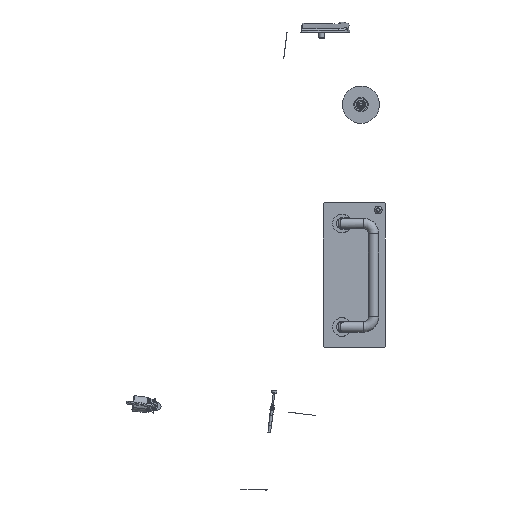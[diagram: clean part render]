
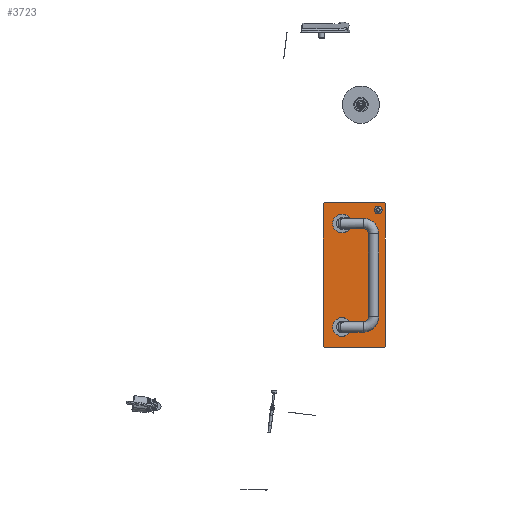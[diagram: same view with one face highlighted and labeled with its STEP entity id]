
A CAD part, left-side view. The second image highlights one B-rep face of the part: STEP entity #3723.
In plain terms, the highlighted face is planar.
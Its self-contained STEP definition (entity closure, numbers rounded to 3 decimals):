
#87 = VERTEX_POINT ( 'NONE', #36829 ) ;
#191 = DIRECTION ( 'NONE',  ( 0., 1., 0. ) ) ;
#219 = DIRECTION ( 'NONE',  ( 0., 0., -1. ) ) ;
#608 = VERTEX_POINT ( 'NONE', #42892 ) ;
#1040 = VECTOR ( 'NONE', #6491, 1000. ) ;
#1328 = CARTESIAN_POINT ( 'NONE',  ( -70., 1., 29. ) ) ;
#1364 = VECTOR ( 'NONE', #12264, 1000. ) ;
#2242 = EDGE_CURVE ( 'NONE', #19854, #41770, #24552, .T. ) ;
#2337 = ORIENTED_EDGE ( 'NONE', *, *, #12310, .F. ) ;
#2447 = LINE ( 'NONE', #8632, #1364 ) ;
#2904 = AXIS2_PLACEMENT_3D ( 'NONE', #25058, #25206, #31812 ) ;
#3059 = VERTEX_POINT ( 'NONE', #37299 ) ;
#3559 = FACE_BOUND ( 'NONE', #27979, .T. ) ;
#3723 = ADVANCED_FACE ( 'NONE', ( #37598, #13488, #8240, #3559 ), #35736, .F. ) ;
#4377 = VECTOR ( 'NONE', #27561, 1000. ) ;
#4444 = CARTESIAN_POINT ( 'NONE',  ( -50., 1., -16.1 ) ) ;
#4623 = DIRECTION ( 'NONE',  ( 1., 0., 0. ) ) ;
#4840 = AXIS2_PLACEMENT_3D ( 'NONE', #30879, #5117, #5260 ) ;
#5062 = DIRECTION ( 'NONE',  ( 0., 0., -1. ) ) ;
#5069 = CIRCLE ( 'NONE', #35542, 4.1 ) ;
#5117 = DIRECTION ( 'NONE',  ( 0., 1., 0. ) ) ;
#5260 = DIRECTION ( 'NONE',  ( 0., 0., 1. ) ) ;
#5522 = VECTOR ( 'NONE', #5062, 1000. ) ;
#5541 = VERTEX_POINT ( 'NONE', #32037 ) ;
#5696 = EDGE_CURVE ( 'NONE', #21308, #15686, #5069, .T. ) ;
#6067 = LINE ( 'NONE', #31241, #20178 ) ;
#6282 = LINE ( 'NONE', #9172, #32422 ) ;
#6372 = EDGE_CURVE ( 'NONE', #87, #42284, #2447, .T. ) ;
#6491 = DIRECTION ( 'NONE',  ( 0.707, 0., -0.707 ) ) ;
#6941 = CARTESIAN_POINT ( 'NONE',  ( 50., 1., -12. ) ) ;
#7021 = CARTESIAN_POINT ( 'NONE',  ( -70., 1., 30. ) ) ;
#7442 = ORIENTED_EDGE ( 'NONE', *, *, #26268, .T. ) ;
#7492 = EDGE_CURVE ( 'NONE', #5541, #18762, #15913, .T. ) ;
#7505 = LINE ( 'NONE', #37553, #4377 ) ;
#8025 = CARTESIAN_POINT ( 'NONE',  ( 69., 1., -30. ) ) ;
#8240 = FACE_OUTER_BOUND ( 'NONE', #42492, .T. ) ;
#8405 = LINE ( 'NONE', #7021, #26680 ) ;
#8552 = EDGE_CURVE ( 'NONE', #608, #21152, #7505, .T. ) ;
#8632 = CARTESIAN_POINT ( 'NONE',  ( 69., 1., -30. ) ) ;
#9172 = CARTESIAN_POINT ( 'NONE',  ( -69., 1., 30. ) ) ;
#9301 = CARTESIAN_POINT ( 'NONE',  ( 50., 1., -7.9 ) ) ;
#10276 = ORIENTED_EDGE ( 'NONE', *, *, #32783, .T. ) ;
#11289 = ORIENTED_EDGE ( 'NONE', *, *, #22256, .F. ) ;
#12264 = DIRECTION ( 'NONE',  ( -0.707, 0., -0.707 ) ) ;
#12310 = EDGE_CURVE ( 'NONE', #28605, #3059, #38403, .T. ) ;
#12591 = CARTESIAN_POINT ( 'NONE',  ( 63., 1., 23. ) ) ;
#13298 = DIRECTION ( 'NONE',  ( 0., 0., 1. ) ) ;
#13488 = FACE_BOUND ( 'NONE', #25836, .T. ) ;
#13531 = EDGE_CURVE ( 'NONE', #15686, #21308, #33887, .T. ) ;
#13749 = CARTESIAN_POINT ( 'NONE',  ( -50., 1., -12. ) ) ;
#14454 = CARTESIAN_POINT ( 'NONE',  ( -69., 1., 30. ) ) ;
#14643 = DIRECTION ( 'NONE',  ( 0., 1., 0. ) ) ;
#15686 = VERTEX_POINT ( 'NONE', #39357 ) ;
#15913 = CIRCLE ( 'NONE', #37559, 4.1 ) ;
#16644 = DIRECTION ( 'NONE',  ( 0., 1., 0. ) ) ;
#17042 = CARTESIAN_POINT ( 'NONE',  ( 63., 1., 21.35 ) ) ;
#17814 = ORIENTED_EDGE ( 'NONE', *, *, #8552, .T. ) ;
#18762 = VERTEX_POINT ( 'NONE', #9301 ) ;
#19321 = ORIENTED_EDGE ( 'NONE', *, *, #42994, .T. ) ;
#19854 = VERTEX_POINT ( 'NONE', #40608 ) ;
#20178 = VECTOR ( 'NONE', #4623, 1000. ) ;
#20967 = EDGE_CURVE ( 'NONE', #40170, #37145, #6282, .T. ) ;
#20985 = CARTESIAN_POINT ( 'NONE',  ( 70., 1., 29. ) ) ;
#21152 = VERTEX_POINT ( 'NONE', #23872 ) ;
#21308 = VERTEX_POINT ( 'NONE', #4444 ) ;
#21671 = CARTESIAN_POINT ( 'NONE',  ( -70., 1., -30. ) ) ;
#21942 = DIRECTION ( 'NONE',  ( 0., 0., -1. ) ) ;
#22256 = EDGE_CURVE ( 'NONE', #3059, #28605, #38631, .T. ) ;
#22434 = VECTOR ( 'NONE', #24631, 1000. ) ;
#23748 = ORIENTED_EDGE ( 'NONE', *, *, #13531, .F. ) ;
#23872 = CARTESIAN_POINT ( 'NONE',  ( -70., 1., -29. ) ) ;
#24552 = LINE ( 'NONE', #33118, #1040 ) ;
#24588 = CIRCLE ( 'NONE', #42747, 4.1 ) ;
#24631 = DIRECTION ( 'NONE',  ( -1., 0., 0. ) ) ;
#24965 = AXIS2_PLACEMENT_3D ( 'NONE', #13749, #191, #39856 ) ;
#25058 = CARTESIAN_POINT ( 'NONE',  ( 70., 1., -30. ) ) ;
#25206 = DIRECTION ( 'NONE',  ( 0., -1., 0. ) ) ;
#25707 = ORIENTED_EDGE ( 'NONE', *, *, #5696, .F. ) ;
#25836 = EDGE_LOOP ( 'NONE', ( #23748, #25707 ) ) ;
#26184 = ORIENTED_EDGE ( 'NONE', *, *, #41605, .T. ) ;
#26268 = EDGE_CURVE ( 'NONE', #41770, #87, #40604, .T. ) ;
#26630 = ORIENTED_EDGE ( 'NONE', *, *, #37871, .F. ) ;
#26680 = VECTOR ( 'NONE', #30415, 1000. ) ;
#27561 = DIRECTION ( 'NONE',  ( -0.707, 0., 0.707 ) ) ;
#27979 = EDGE_LOOP ( 'NONE', ( #11289, #2337 ) ) ;
#28098 = ORIENTED_EDGE ( 'NONE', *, *, #20967, .T. ) ;
#28537 = CARTESIAN_POINT ( 'NONE',  ( 50., 1., -12. ) ) ;
#28595 = CARTESIAN_POINT ( 'NONE',  ( 70., 1., 30. ) ) ;
#28605 = VERTEX_POINT ( 'NONE', #17042 ) ;
#29038 = DIRECTION ( 'NONE',  ( 0.707, 0., 0.707 ) ) ;
#30415 = DIRECTION ( 'NONE',  ( 0., 0., 1. ) ) ;
#30567 = AXIS2_PLACEMENT_3D ( 'NONE', #12591, #39846, #36133 ) ;
#30879 = CARTESIAN_POINT ( 'NONE',  ( 63., 1., 23. ) ) ;
#31241 = CARTESIAN_POINT ( 'NONE',  ( -70., 1., 30. ) ) ;
#31812 = DIRECTION ( 'NONE',  ( 0., 0., -1. ) ) ;
#32037 = CARTESIAN_POINT ( 'NONE',  ( 50., 1., -16.1 ) ) ;
#32415 = LINE ( 'NONE', #21671, #22434 ) ;
#32422 = VECTOR ( 'NONE', #29038, 1000. ) ;
#32783 = EDGE_CURVE ( 'NONE', #37145, #19854, #6067, .T. ) ;
#33118 = CARTESIAN_POINT ( 'NONE',  ( 70., 1., 29. ) ) ;
#33345 = CARTESIAN_POINT ( 'NONE',  ( -50., 1., -12. ) ) ;
#33887 = CIRCLE ( 'NONE', #24965, 4.1 ) ;
#35542 = AXIS2_PLACEMENT_3D ( 'NONE', #33345, #16644, #13298 ) ;
#35549 = ORIENTED_EDGE ( 'NONE', *, *, #6372, .T. ) ;
#35736 = PLANE ( 'NONE',  #2904 ) ;
#36133 = DIRECTION ( 'NONE',  ( 0., 0., 1. ) ) ;
#36829 = CARTESIAN_POINT ( 'NONE',  ( 70., 1., -29. ) ) ;
#37145 = VERTEX_POINT ( 'NONE', #14454 ) ;
#37264 = ORIENTED_EDGE ( 'NONE', *, *, #7492, .F. ) ;
#37299 = CARTESIAN_POINT ( 'NONE',  ( 63., 1., 24.65 ) ) ;
#37553 = CARTESIAN_POINT ( 'NONE',  ( -70., 1., -29. ) ) ;
#37559 = AXIS2_PLACEMENT_3D ( 'NONE', #6941, #14643, #219 ) ;
#37598 = FACE_BOUND ( 'NONE', #42430, .T. ) ;
#37605 = ORIENTED_EDGE ( 'NONE', *, *, #2242, .T. ) ;
#37871 = EDGE_CURVE ( 'NONE', #18762, #5541, #24588, .T. ) ;
#38403 = CIRCLE ( 'NONE', #4840, 1.65 ) ;
#38492 = DIRECTION ( 'NONE',  ( 0., 1., 0. ) ) ;
#38631 = CIRCLE ( 'NONE', #30567, 1.65 ) ;
#39357 = CARTESIAN_POINT ( 'NONE',  ( -50., 1., -7.9 ) ) ;
#39846 = DIRECTION ( 'NONE',  ( 0., 1., 0. ) ) ;
#39856 = DIRECTION ( 'NONE',  ( 0., 0., 1. ) ) ;
#40170 = VERTEX_POINT ( 'NONE', #1328 ) ;
#40604 = LINE ( 'NONE', #28595, #5522 ) ;
#40608 = CARTESIAN_POINT ( 'NONE',  ( 69., 1., 30. ) ) ;
#41605 = EDGE_CURVE ( 'NONE', #21152, #40170, #8405, .T. ) ;
#41770 = VERTEX_POINT ( 'NONE', #20985 ) ;
#42284 = VERTEX_POINT ( 'NONE', #8025 ) ;
#42430 = EDGE_LOOP ( 'NONE', ( #26630, #37264 ) ) ;
#42492 = EDGE_LOOP ( 'NONE', ( #7442, #35549, #19321, #17814, #26184, #28098, #10276, #37605 ) ) ;
#42747 = AXIS2_PLACEMENT_3D ( 'NONE', #28537, #38492, #21942 ) ;
#42892 = CARTESIAN_POINT ( 'NONE',  ( -69., 1., -30. ) ) ;
#42994 = EDGE_CURVE ( 'NONE', #42284, #608, #32415, .T. ) ;
